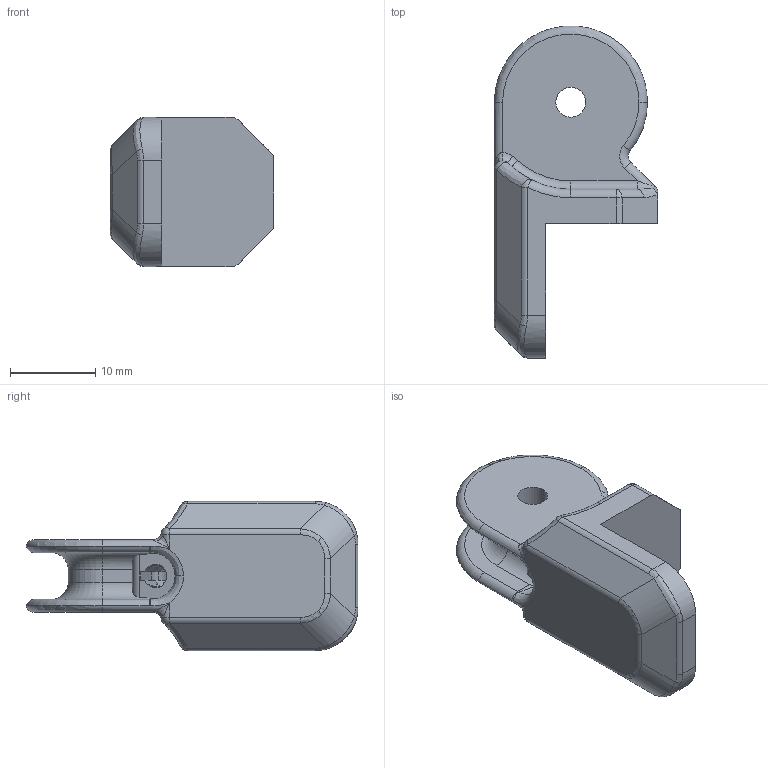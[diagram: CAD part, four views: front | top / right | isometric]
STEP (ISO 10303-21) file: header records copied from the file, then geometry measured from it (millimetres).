
FILE_DESCRIPTION (( 'STEP AP214' ), '1' );
FILE_NAME ('DISTAL2.STEP', '2025-01-21T01:43:12', ( '' ), ( '' ), 'SwSTEP 2.0', 'SolidWorks 2025', '' );
FILE_SCHEMA (( 'AUTOMOTIVE_DESIGN' ));
Length unit declared in the file: millimetre
Products named in the file (1): DISTAL2
Bounding box: 19.23 x 38.95 x 17.5 mm (x, y, z)
Volume: 4278.7 mm3; surface area: 2658.3 mm2
Topology: 1 solids, 1 shells, 150 faces, 362 edges, 210 vertices
Faces by surface type: cylinder 49, bspline 43, plane 32, torus 18, sphere 8
Entity records: 5879 total; most frequent: CARTESIAN_POINT 2699, ORIENTED_EDGE 716, DIRECTION 618, EDGE_CURVE 358, AXIS2_PLACEMENT_3D 255, VERTEX_POINT 210, EDGE_LOOP 154, FACE_OUTER_BOUND 150
